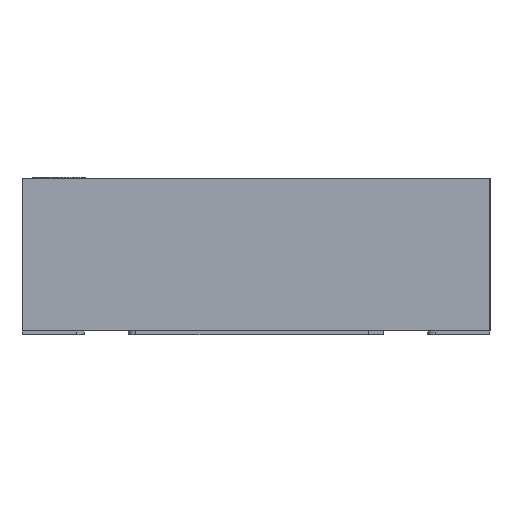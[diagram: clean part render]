
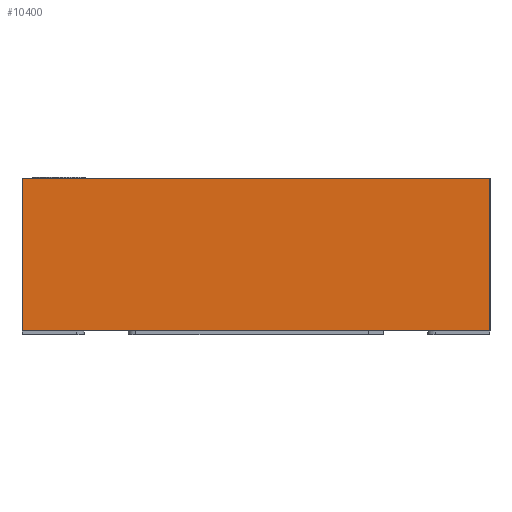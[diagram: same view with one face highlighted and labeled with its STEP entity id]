
A CAD part, left-side view. The second image highlights one B-rep face of the part: STEP entity #10400.
In plain terms, the highlighted planar face has unit normal (-1, 0, 0).
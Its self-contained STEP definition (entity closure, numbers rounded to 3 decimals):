
#658 = VECTOR ( 'NONE', #15615, 1000. ) ;
#867 = VERTEX_POINT ( 'NONE', #6497 ) ;
#1591 = DIRECTION ( 'NONE',  ( 0., 1., 0. ) ) ;
#3450 = DIRECTION ( 'NONE',  ( 1., 0., 0. ) ) ;
#3623 = CARTESIAN_POINT ( 'NONE',  ( -1.5, -1.5, 1. ) ) ;
#3796 = CARTESIAN_POINT ( 'NONE',  ( -1.5, -1.5, 1. ) ) ;
#4080 = EDGE_CURVE ( 'NONE', #16610, #14227, #19236, .T. ) ;
#5572 = CARTESIAN_POINT ( 'NONE',  ( -1.5, 1.5, 0.025 ) ) ;
#5648 = CARTESIAN_POINT ( 'NONE',  ( -1.5, -1.5, 0.025 ) ) ;
#6009 = VECTOR ( 'NONE', #16258, 1000. ) ;
#6497 = CARTESIAN_POINT ( 'NONE',  ( -1.5, 1.5, 1. ) ) ;
#6553 = AXIS2_PLACEMENT_3D ( 'NONE', #18910, #3450, #1591 ) ;
#8960 = ORIENTED_EDGE ( 'NONE', *, *, #4080, .F. ) ;
#9365 = CARTESIAN_POINT ( 'NONE',  ( -1.5, 1.5, 1. ) ) ;
#9932 = EDGE_LOOP ( 'NONE', ( #14577, #8960, #14091, #19210 ) ) ;
#10400 = ADVANCED_FACE ( 'NONE', ( #19013 ), #11678, .F. ) ;
#10517 = EDGE_CURVE ( 'NONE', #867, #16610, #15580, .T. ) ;
#11678 = PLANE ( 'NONE',  #6553 ) ;
#12560 = LINE ( 'NONE', #5572, #658 ) ;
#14091 = ORIENTED_EDGE ( 'NONE', *, *, #10517, .F. ) ;
#14227 = VERTEX_POINT ( 'NONE', #5648 ) ;
#14418 = LINE ( 'NONE', #9365, #6009 ) ;
#14577 = ORIENTED_EDGE ( 'NONE', *, *, #18574, .T. ) ;
#15259 = VERTEX_POINT ( 'NONE', #19992 ) ;
#15467 = DIRECTION ( 'NONE',  ( 0., -1., 0. ) ) ;
#15580 = LINE ( 'NONE', #19175, #15584 ) ;
#15584 = VECTOR ( 'NONE', #15467, 1000. ) ;
#15615 = DIRECTION ( 'NONE',  ( 0., -1., 0. ) ) ;
#16258 = DIRECTION ( 'NONE',  ( 0., 0., -1. ) ) ;
#16610 = VERTEX_POINT ( 'NONE', #3623 ) ;
#17013 = EDGE_CURVE ( 'NONE', #867, #15259, #14418, .T. ) ;
#17583 = DIRECTION ( 'NONE',  ( 0., 0., -1. ) ) ;
#18574 = EDGE_CURVE ( 'NONE', #15259, #14227, #12560, .T. ) ;
#18910 = CARTESIAN_POINT ( 'NONE',  ( -1.5, 1.5, 1. ) ) ;
#19013 = FACE_OUTER_BOUND ( 'NONE', #9932, .T. ) ;
#19175 = CARTESIAN_POINT ( 'NONE',  ( -1.5, 1.5, 1. ) ) ;
#19210 = ORIENTED_EDGE ( 'NONE', *, *, #17013, .T. ) ;
#19236 = LINE ( 'NONE', #3796, #21886 ) ;
#19992 = CARTESIAN_POINT ( 'NONE',  ( -1.5, 1.5, 0.025 ) ) ;
#21886 = VECTOR ( 'NONE', #17583, 1000. ) ;
